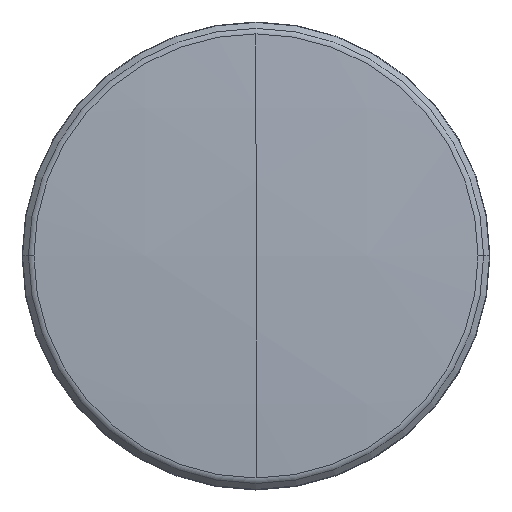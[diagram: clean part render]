
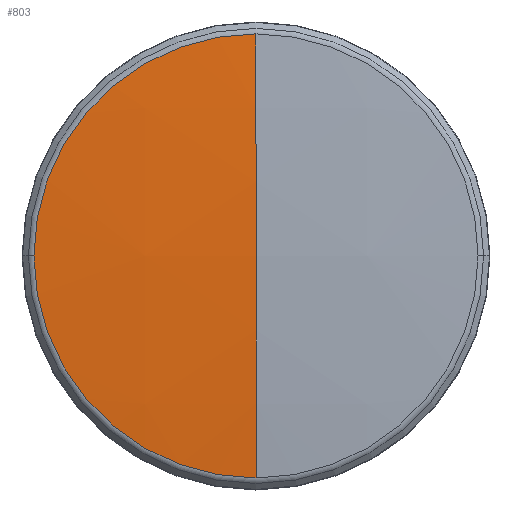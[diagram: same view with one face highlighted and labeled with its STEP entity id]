
A CAD part, top view. The second image highlights one B-rep face of the part: STEP entity #803.
In plain terms, the highlighted spherical face has radius 1692.5 mm.
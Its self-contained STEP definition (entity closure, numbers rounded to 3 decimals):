
#26 = CARTESIAN_POINT ( 'NONE',  ( 0., 0., 49.141 ) ) ;
#67 = CARTESIAN_POINT ( 'NONE',  ( 0., 0., 49.141 ) ) ;
#91 = AXIS2_PLACEMENT_3D ( 'NONE', #897, #894, #889 ) ;
#191 = CARTESIAN_POINT ( 'NONE',  ( 0., 0., 54. ) ) ;
#272 = EDGE_CURVE ( 'NONE', #509, #605, #842, .T. ) ;
#353 = VERTEX_POINT ( 'NONE', #1052 ) ;
#357 = AXIS2_PLACEMENT_3D ( 'NONE', #409, #440, #400 ) ;
#358 = DIRECTION ( 'NONE',  ( 0., 0., 1. ) ) ;
#378 = CARTESIAN_POINT ( 'NONE',  ( 0., 128.152, 49.141 ) ) ;
#389 = EDGE_CURVE ( 'NONE', #605, #353, #476, .T. ) ;
#390 = ORIENTED_EDGE ( 'NONE', *, *, #389, .T. ) ;
#400 = DIRECTION ( 'NONE',  ( 0., -1., 0. ) ) ;
#409 = CARTESIAN_POINT ( 'NONE',  ( 0., 0., -1638.5 ) ) ;
#412 = VERTEX_POINT ( 'NONE', #191 ) ;
#440 = DIRECTION ( 'NONE',  ( -1., 0., 0. ) ) ;
#476 = CIRCLE ( 'NONE', #809, 128.152 ) ;
#509 = VERTEX_POINT ( 'NONE', #378 ) ;
#599 = DIRECTION ( 'NONE',  ( 0., -1., 0. ) ) ;
#603 = DIRECTION ( 'NONE',  ( -1., 0., 0. ) ) ;
#605 = VERTEX_POINT ( 'NONE', #1444 ) ;
#622 = CARTESIAN_POINT ( 'NONE',  ( 0., 0., -1638.5 ) ) ;
#681 = EDGE_CURVE ( 'NONE', #412, #353, #1294, .T. ) ;
#715 = DIRECTION ( 'NONE',  ( -1., 0., 0. ) ) ;
#727 = EDGE_LOOP ( 'NONE', ( #1002, #1053, #836, #390 ) ) ;
#754 = EDGE_CURVE ( 'NONE', #412, #509, #1262, .T. ) ;
#803 = ADVANCED_FACE ( 'NONE', ( #1224 ), #1235, .T. ) ;
#809 = AXIS2_PLACEMENT_3D ( 'NONE', #67, #895, #715 ) ;
#836 = ORIENTED_EDGE ( 'NONE', *, *, #272, .T. ) ;
#842 = CIRCLE ( 'NONE', #1418, 128.152 ) ;
#881 = AXIS2_PLACEMENT_3D ( 'NONE', #622, #603, #599 ) ;
#889 = DIRECTION ( 'NONE',  ( 0., 0., -1. ) ) ;
#894 = DIRECTION ( 'NONE',  ( 1., 0., 0. ) ) ;
#895 = DIRECTION ( 'NONE',  ( 0., 0., 1. ) ) ;
#897 = CARTESIAN_POINT ( 'NONE',  ( 0., 0., -1638.5 ) ) ;
#1002 = ORIENTED_EDGE ( 'NONE', *, *, #681, .F. ) ;
#1052 = CARTESIAN_POINT ( 'NONE',  ( 0., -128.152, 49.141 ) ) ;
#1053 = ORIENTED_EDGE ( 'NONE', *, *, #754, .T. ) ;
#1152 = DIRECTION ( 'NONE',  ( -1., 0., 0. ) ) ;
#1224 = FACE_OUTER_BOUND ( 'NONE', #727, .T. ) ;
#1235 = SPHERICAL_SURFACE ( 'NONE', #357, 1692.5 ) ;
#1262 = CIRCLE ( 'NONE', #881, 1692.5 ) ;
#1294 = CIRCLE ( 'NONE', #91, 1692.5 ) ;
#1418 = AXIS2_PLACEMENT_3D ( 'NONE', #26, #358, #1152 ) ;
#1444 = CARTESIAN_POINT ( 'NONE',  ( -128.152, 0., 49.141 ) ) ;
